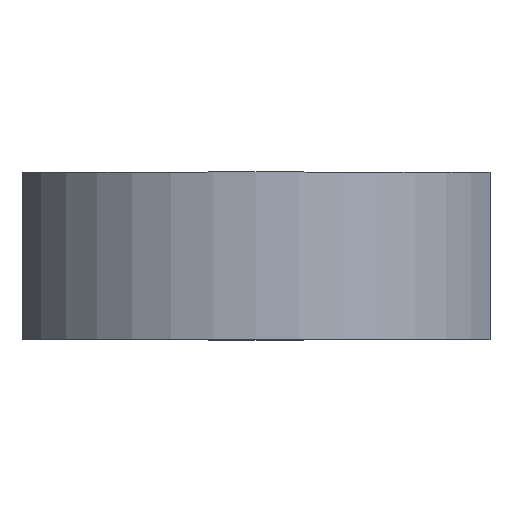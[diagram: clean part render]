
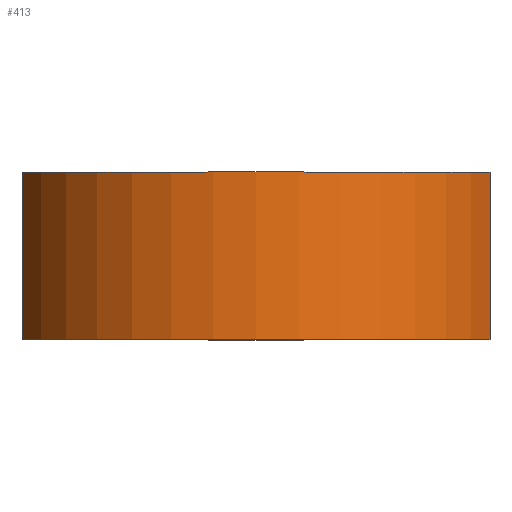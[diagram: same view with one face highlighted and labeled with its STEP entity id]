
A CAD part, top view. The second image highlights one B-rep face of the part: STEP entity #413.
In plain terms, the highlighted cylindrical face has radius 37.5 mm (diameter 75 mm), a partial arc.
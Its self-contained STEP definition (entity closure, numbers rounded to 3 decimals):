
#38=FACE_OUTER_BOUND('',#62,.T.);
#62=EDGE_LOOP('',(#314,#315,#316,#317));
#80=CIRCLE('',#455,37.5);
#82=CIRCLE('',#459,37.5);
#131=LINE('',#894,#150);
#134=LINE('',#900,#153);
#150=VECTOR('',#522,10.);
#153=VECTOR('',#527,10.);
#186=VERTEX_POINT('',#884);
#188=VERTEX_POINT('',#887);
#190=VERTEX_POINT('',#893);
#192=VERTEX_POINT('',#899);
#236=EDGE_CURVE('',#188,#186,#80,.T.);
#239=EDGE_CURVE('',#190,#188,#131,.T.);
#242=EDGE_CURVE('',#186,#192,#134,.T.);
#243=EDGE_CURVE('',#190,#192,#82,.T.);
#314=ORIENTED_EDGE('',*,*,#236,.T.);
#315=ORIENTED_EDGE('',*,*,#242,.T.);
#316=ORIENTED_EDGE('',*,*,#243,.F.);
#317=ORIENTED_EDGE('',*,*,#239,.T.);
#397=CYLINDRICAL_SURFACE('',#458,37.5);
#413=ADVANCED_FACE('',(#38),#397,.T.);
#455=AXIS2_PLACEMENT_3D('',#888,#515,#516);
#458=AXIS2_PLACEMENT_3D('',#898,#525,#526);
#459=AXIS2_PLACEMENT_3D('',#901,#528,#529);
#515=DIRECTION('center_axis',(0.,1.,0.));
#516=DIRECTION('ref_axis',(1.,0.,0.));
#522=DIRECTION('',(0.,-1.,0.));
#525=DIRECTION('center_axis',(0.,1.,0.));
#526=DIRECTION('ref_axis',(1.,0.,0.));
#527=DIRECTION('',(0.,1.,0.));
#528=DIRECTION('center_axis',(0.,1.,0.));
#529=DIRECTION('ref_axis',(1.,0.,0.));
#884=CARTESIAN_POINT('',(35.,35.,13.463));
#887=CARTESIAN_POINT('',(-35.,35.,13.463));
#888=CARTESIAN_POINT('Origin',(0.,35.,0.));
#893=CARTESIAN_POINT('',(-35.,60.,13.463));
#894=CARTESIAN_POINT('',(-35.,0.,13.463));
#898=CARTESIAN_POINT('Origin',(0.,0.,0.));
#899=CARTESIAN_POINT('',(35.,60.,13.463));
#900=CARTESIAN_POINT('',(35.,0.,13.463));
#901=CARTESIAN_POINT('Origin',(0.,60.,0.));
